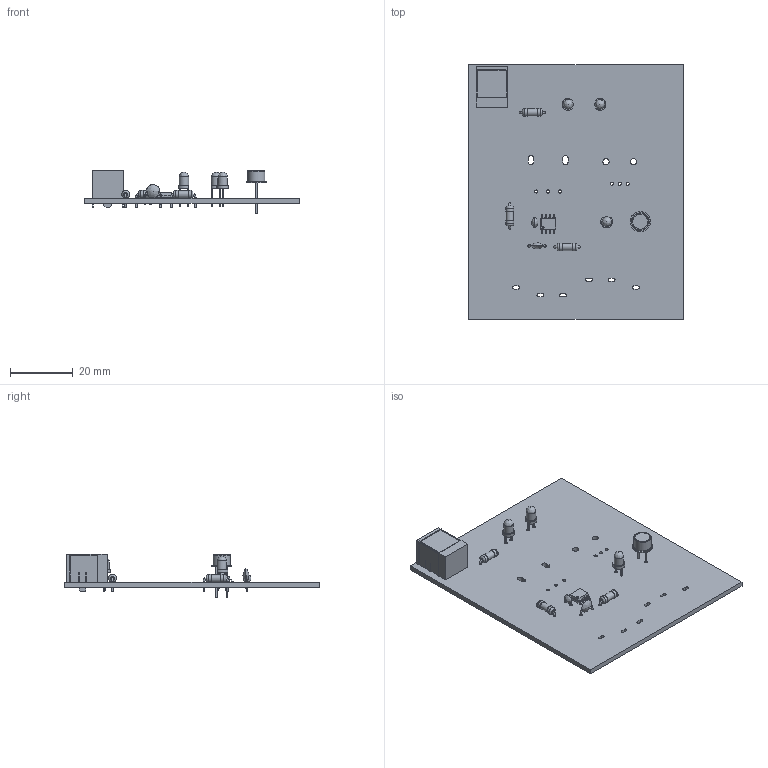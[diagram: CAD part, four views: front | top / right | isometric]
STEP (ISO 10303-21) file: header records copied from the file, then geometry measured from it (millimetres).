
FILE_DESCRIPTION(('KiCad electronic assembly'),'2;1');
FILE_NAME('Tremolo_V2_Full.step','2022-01-20T20:35:36',('Pcbnew'),( 'Kicad'),'Open CASCADE STEP processor 7.5','KiCad to STEP converter' ,'Unknown');
FILE_SCHEMA(('AUTOMOTIVE_DESIGN { 1 0 10303 214 1 1 1 1 }'));
Length unit declared in the file: millimetre
Products named in the file (16): Tremolo_V2_Full 1; SOIC-8_3.9x4.9mm_P1.27mm; SOLID; R_LDR_D6.4mm_P3.4mm_Vertical; R_Axial_DIN0207_L6.3mm_D2.5mm_P7.62mm_Horizontal; C_Disc_D4.3mm_W1.9mm_P5.00mm; LED_D3.0mm; C_Disc_D3.0mm_W2.0mm_P2.50mm; BarrelJack_CUI_PJ-063AH_Horizontal; COMPOUND; Tremolo_V2 PCB
Assembly tree (19 placements, depth 3):
  Tremolo_V2_Full 1
    SOIC-8_3.9x4.9mm_P1.27mm
      SOLID
    R_LDR_D6.4mm_P3.4mm_Vertical
      SOLID
    R_Axial_DIN0207_L6.3mm_D2.5mm_P7.62mm_Horizontal  x3
      SOLID
    C_Disc_D4.3mm_W1.9mm_P5.00mm
      SOLID
    LED_D3.0mm  x3
      SOLID
    C_Disc_D3.0mm_W2.0mm_P2.50mm
      SOLID
    BarrelJack_CUI_PJ-063AH_Horizontal
      COMPOUND
    Tremolo_V2 PCB
Bounding box: 68.58 x 81.28 x 14 mm (x, y, z)
Volume: 10003.4 mm3; surface area: 14105.4 mm2
Topology: 13 solids, 14 shells, 507 faces, 1265 edges, 795 vertices
Faces by surface type: bspline 426, cylinder 51, plane 30
Full cylindrical faces by diameter (mm): 0.8 x12, 0.9 x6, 1 x6, 1.6 x1, 2 x2
Entity records: 31411 total; most frequent: CARTESIAN_POINT 12252, B_SPLINE_CURVE_WITH_KNOTS 2436, ORIENTED_EDGE 2258, PCURVE 2258, DEFINITIONAL_REPRESENTATION 2258, EDGE_CURVE 1129, SURFACE_CURVE 1062, DIRECTION 913
